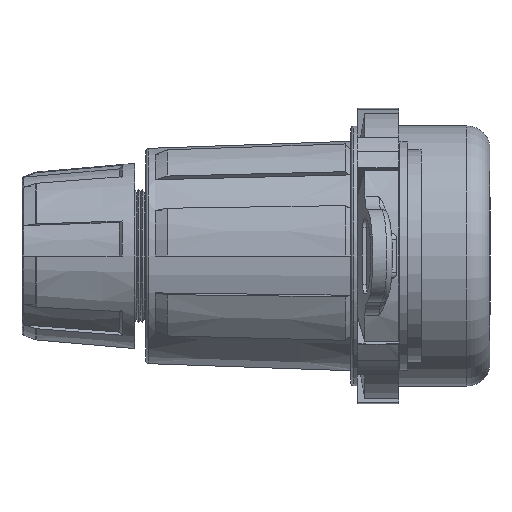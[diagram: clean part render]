
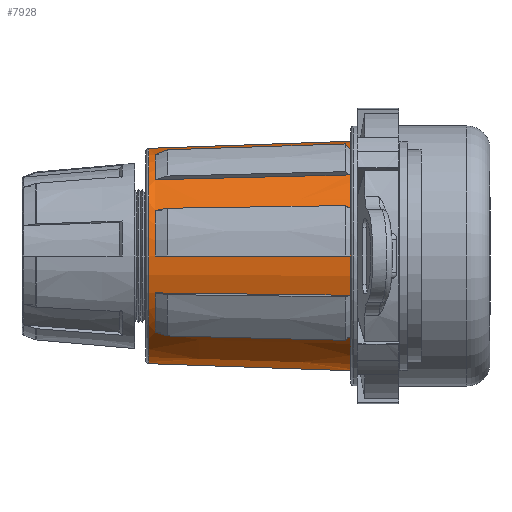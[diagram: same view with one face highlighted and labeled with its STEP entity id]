
A CAD part, left-side view. The second image highlights one B-rep face of the part: STEP entity #7928.
In plain terms, the highlighted conical face has half-angle 2 degrees and reference radius 30.924 mm.
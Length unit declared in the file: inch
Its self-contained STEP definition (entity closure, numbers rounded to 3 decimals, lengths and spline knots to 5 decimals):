
#427 = LINE ( 'NONE', #3500, #8570 ) ;
#452 = CARTESIAN_POINT ( 'NONE',  ( -0.80967, 3.555, 0.80967 ) ) ;
#498 = EDGE_CURVE ( 'NONE', #5170, #1242, #9427, .T. ) ;
#557 = CARTESIAN_POINT ( 'NONE',  ( -1.14504, 3.555, 0. ) ) ;
#636 = EDGE_CURVE ( 'NONE', #10551, #4526, #3265, .T. ) ;
#646 = AXIS2_PLACEMENT_3D ( 'NONE', #5216, #12665, #6294 ) ;
#743 = EDGE_CURVE ( 'NONE', #3776, #9952, #9411, .T. ) ;
#811 = VECTOR ( 'NONE', #1015, 39.37008 ) ;
#915 = CARTESIAN_POINT ( 'NONE',  ( -1.03776, 3.555, 0.48391 ) ) ;
#932 = EDGE_CURVE ( 'NONE', #8961, #2877, #12258, .T. ) ;
#1015 = DIRECTION ( 'NONE',  ( 0.033, 0.999, 0.012 ) ) ;
#1062 = VERTEX_POINT ( 'NONE', #11314 ) ;
#1158 = ORIENTED_EDGE ( 'NONE', *, *, #12726, .F. ) ;
#1242 = VERTEX_POINT ( 'NONE', #452 ) ;
#1368 = DIRECTION ( 'NONE',  ( 0.012, 0.999, -0.033 ) ) ;
#1509 = CONICAL_SURFACE ( 'NONE', #11292, 1.2175, 0.035 ) ;
#1548 = ORIENTED_EDGE ( 'NONE', *, *, #7944, .F. ) ;
#1751 = DIRECTION ( 'NONE',  ( 0., -1., 0. ) ) ;
#1803 = VECTOR ( 'NONE', #2761, 39.37008 ) ;
#1914 = EDGE_CURVE ( 'NONE', #10551, #12585, #7589, .T. ) ;
#2081 = AXIS2_PLACEMENT_3D ( 'NONE', #3595, #11020, #4661 ) ;
#2475 = VERTEX_POINT ( 'NONE', #915 ) ;
#2545 = EDGE_CURVE ( 'NONE', #3376, #6721, #9204, .T. ) ;
#2761 = DIRECTION ( 'NONE',  ( 0.025, 0.999, -0.025 ) ) ;
#2765 = CARTESIAN_POINT ( 'NONE',  ( 0., 1.48, 0. ) ) ;
#2877 = VERTEX_POINT ( 'NONE', #8458 ) ;
#2882 = DIRECTION ( 'NONE',  ( 0., -0.999, 0.035 ) ) ;
#3091 = CARTESIAN_POINT ( 'NONE',  ( -0.8607, 1.48829, 0.8607 ) ) ;
#3265 = LINE ( 'NONE', #11804, #8589 ) ;
#3376 = VERTEX_POINT ( 'NONE', #3091 ) ;
#3425 = VERTEX_POINT ( 'NONE', #12770 ) ;
#3500 = CARTESIAN_POINT ( 'NONE',  ( 0., 36.34464, 0. ) ) ;
#3562 = CARTESIAN_POINT ( 'NONE',  ( 0., 1.48, -1.2175 ) ) ;
#3595 = CARTESIAN_POINT ( 'NONE',  ( 0., 1.48829, 0. ) ) ;
#3773 = CARTESIAN_POINT ( 'NONE',  ( -0.41631, 1.48829, 1.1438 ) ) ;
#3776 = VERTEX_POINT ( 'NONE', #13521 ) ;
#3921 = LINE ( 'NONE', #13022, #7768 ) ;
#3967 = LINE ( 'NONE', #12689, #811 ) ;
#4069 = CIRCLE ( 'NONE', #646, 1.2175 ) ;
#4160 = DIRECTION ( 'NONE',  ( 0., 1., 0. ) ) ;
#4165 = VECTOR ( 'NONE', #2882, 39.37008 ) ;
#4205 = CARTESIAN_POINT ( 'NONE',  ( 0., 1.48829, 0. ) ) ;
#4358 = DIRECTION ( 'NONE',  ( 0.035, 0.999, 0. ) ) ;
#4359 = ORIENTED_EDGE ( 'NONE', *, *, #932, .F. ) ;
#4526 = VERTEX_POINT ( 'NONE', #557 ) ;
#4661 = DIRECTION ( 'NONE',  ( 0., 0., 1. ) ) ;
#4662 = FACE_OUTER_BOUND ( 'NONE', #6475, .T. ) ;
#4774 = ORIENTED_EDGE ( 'NONE', *, *, #743, .T. ) ;
#4841 = AXIS2_PLACEMENT_3D ( 'NONE', #4205, #11667, #5285 ) ;
#4889 = ORIENTED_EDGE ( 'NONE', *, *, #636, .T. ) ;
#4949 = DIRECTION ( 'NONE',  ( 0., -1., 0. ) ) ;
#4983 = FACE_BOUND ( 'NONE', #7326, .T. ) ;
#5170 = VERTEX_POINT ( 'NONE', #7004 ) ;
#5182 = DIRECTION ( 'NONE',  ( 0., -1., 0. ) ) ;
#5216 = CARTESIAN_POINT ( 'NONE',  ( 0., 1.48, 0. ) ) ;
#5285 = DIRECTION ( 'NONE',  ( 0.707, 0., 0.707 ) ) ;
#5314 = EDGE_CURVE ( 'NONE', #3776, #1062, #7335, .T. ) ;
#5467 = ORIENTED_EDGE ( 'NONE', *, *, #9748, .F. ) ;
#5658 = CARTESIAN_POINT ( 'NONE',  ( 0., 3.62605, 0. ) ) ;
#6159 = DIRECTION ( 'NONE',  ( 0.025, 0.999, 0.025 ) ) ;
#6192 = CARTESIAN_POINT ( 'NONE',  ( 0., 3.62605, -1.14256 ) ) ;
#6294 = DIRECTION ( 'NONE',  ( 0., 0., 1. ) ) ;
#6313 = CARTESIAN_POINT ( 'NONE',  ( -0.8607, 1.48829, -0.8607 ) ) ;
#6377 = CARTESIAN_POINT ( 'NONE',  ( -0.80967, 3.555, -0.80967 ) ) ;
#6475 = EDGE_LOOP ( 'NONE', ( #4774, #9359, #12199, #8655 ) ) ;
#6511 = AXIS2_PLACEMENT_3D ( 'NONE', #5658, #13122, #6740 ) ;
#6631 = DIRECTION ( 'NONE',  ( 0.032, 0.999, -0.015 ) ) ;
#6698 = ORIENTED_EDGE ( 'NONE', *, *, #8411, .T. ) ;
#6721 = VERTEX_POINT ( 'NONE', #3773 ) ;
#6740 = DIRECTION ( 'NONE',  ( 0., 0., -1. ) ) ;
#6773 = DIRECTION ( 'NONE',  ( 0., -0.999, -0.035 ) ) ;
#6810 = EDGE_LOOP ( 'NONE', ( #13067, #4359, #9455, #1158 ) ) ;
#6831 = EDGE_CURVE ( 'NONE', #8961, #13800, #9550, .T. ) ;
#7004 = CARTESIAN_POINT ( 'NONE',  ( -0.39163, 3.555, 1.07599 ) ) ;
#7159 = CARTESIAN_POINT ( 'NONE',  ( -1.21721, 1.48829, 0. ) ) ;
#7160 = CIRCLE ( 'NONE', #12039, 1.14504 ) ;
#7326 = EDGE_LOOP ( 'NONE', ( #7498, #11113, #4889, #1548 ) ) ;
#7335 = LINE ( 'NONE', #10344, #4165 ) ;
#7351 = EDGE_CURVE ( 'NONE', #9952, #3425, #11168, .T. ) ;
#7498 = ORIENTED_EDGE ( 'NONE', *, *, #9124, .F. ) ;
#7505 = FACE_BOUND ( 'NONE', #12133, .T. ) ;
#7528 = ORIENTED_EDGE ( 'NONE', *, *, #498, .F. ) ;
#7589 = CIRCLE ( 'NONE', #2081, 1.21721 ) ;
#7768 = VECTOR ( 'NONE', #6631, 39.37008 ) ;
#7928 = ADVANCED_FACE ( 'NONE', ( #13180, #7505, #4983, #4662 ), #1509, .T. ) ;
#7944 = EDGE_CURVE ( 'NONE', #2475, #4526, #7160, .T. ) ;
#8066 = DIRECTION ( 'NONE',  ( 0., -1., 0. ) ) ;
#8110 = CARTESIAN_POINT ( 'NONE',  ( 0., 3.555, 0. ) ) ;
#8130 = CARTESIAN_POINT ( 'NONE',  ( -1.10317, 1.48829, 0.51442 ) ) ;
#8133 = EDGE_CURVE ( 'NONE', #2877, #9793, #3967, .T. ) ;
#8355 = VECTOR ( 'NONE', #6773, 39.37008 ) ;
#8411 = EDGE_CURVE ( 'NONE', #3376, #1242, #10265, .T. ) ;
#8458 = CARTESIAN_POINT ( 'NONE',  ( -1.1438, 1.48829, -0.41631 ) ) ;
#8570 = VECTOR ( 'NONE', #1368, 39.37008 ) ;
#8589 = VECTOR ( 'NONE', #4358, 39.37008 ) ;
#8655 = ORIENTED_EDGE ( 'NONE', *, *, #5314, .F. ) ;
#8961 = VERTEX_POINT ( 'NONE', #6313 ) ;
#9093 = CIRCLE ( 'NONE', #13150, 1.14504 ) ;
#9124 = EDGE_CURVE ( 'NONE', #12585, #2475, #3921, .T. ) ;
#9143 = DIRECTION ( 'NONE',  ( 0., 0., 1. ) ) ;
#9188 = DIRECTION ( 'NONE',  ( 0., 0., -1. ) ) ;
#9204 = CIRCLE ( 'NONE', #4841, 1.21721 ) ;
#9359 = ORIENTED_EDGE ( 'NONE', *, *, #7351, .T. ) ;
#9411 = CIRCLE ( 'NONE', #6511, 1.14256 ) ;
#9427 = CIRCLE ( 'NONE', #12025, 1.14504 ) ;
#9455 = ORIENTED_EDGE ( 'NONE', *, *, #6831, .T. ) ;
#9550 = LINE ( 'NONE', #13601, #12371 ) ;
#9748 = EDGE_CURVE ( 'NONE', #6721, #5170, #427, .T. ) ;
#9793 = VERTEX_POINT ( 'NONE', #13397 ) ;
#9952 = VERTEX_POINT ( 'NONE', #6192 ) ;
#10265 = LINE ( 'NONE', #12081, #1803 ) ;
#10344 = CARTESIAN_POINT ( 'NONE',  ( 0., 1.48, 1.2175 ) ) ;
#10506 = CARTESIAN_POINT ( 'NONE',  ( 0., 1.48829, 0. ) ) ;
#10551 = VERTEX_POINT ( 'NONE', #7159 ) ;
#10877 = ORIENTED_EDGE ( 'NONE', *, *, #2545, .F. ) ;
#11020 = DIRECTION ( 'NONE',  ( 0., 1., 0. ) ) ;
#11113 = ORIENTED_EDGE ( 'NONE', *, *, #1914, .F. ) ;
#11168 = LINE ( 'NONE', #3562, #8355 ) ;
#11292 = AXIS2_PLACEMENT_3D ( 'NONE', #2765, #8066, #9143 ) ;
#11313 = CARTESIAN_POINT ( 'NONE',  ( 0., 3.555, 0. ) ) ;
#11314 = CARTESIAN_POINT ( 'NONE',  ( 0., 1.48, 1.2175 ) ) ;
#11555 = CARTESIAN_POINT ( 'NONE',  ( 0., 3.555, 0. ) ) ;
#11607 = DIRECTION ( 'NONE',  ( -0.707, 0., 0.707 ) ) ;
#11667 = DIRECTION ( 'NONE',  ( 0., 1., 0. ) ) ;
#11804 = CARTESIAN_POINT ( 'NONE',  ( 0., 36.34464, 0. ) ) ;
#12025 = AXIS2_PLACEMENT_3D ( 'NONE', #11313, #4949, #12397 ) ;
#12039 = AXIS2_PLACEMENT_3D ( 'NONE', #8110, #1751, #9188 ) ;
#12081 = CARTESIAN_POINT ( 'NONE',  ( 0., 36.34464, 0. ) ) ;
#12133 = EDGE_LOOP ( 'NONE', ( #5467, #10877, #6698, #7528 ) ) ;
#12199 = ORIENTED_EDGE ( 'NONE', *, *, #13252, .T. ) ;
#12258 = CIRCLE ( 'NONE', #13625, 1.21721 ) ;
#12371 = VECTOR ( 'NONE', #6159, 39.37008 ) ;
#12397 = DIRECTION ( 'NONE',  ( -0.707, 0., -0.707 ) ) ;
#12585 = VERTEX_POINT ( 'NONE', #8130 ) ;
#12635 = DIRECTION ( 'NONE',  ( 0.707, 0., -0.707 ) ) ;
#12665 = DIRECTION ( 'NONE',  ( 0., 1., 0. ) ) ;
#12689 = CARTESIAN_POINT ( 'NONE',  ( 0., 36.34464, 0. ) ) ;
#12726 = EDGE_CURVE ( 'NONE', #9793, #13800, #9093, .T. ) ;
#12770 = CARTESIAN_POINT ( 'NONE',  ( 0., 1.48, -1.2175 ) ) ;
#13022 = CARTESIAN_POINT ( 'NONE',  ( 0., 36.34464, 0. ) ) ;
#13067 = ORIENTED_EDGE ( 'NONE', *, *, #8133, .F. ) ;
#13122 = DIRECTION ( 'NONE',  ( 0., -1., 0. ) ) ;
#13150 = AXIS2_PLACEMENT_3D ( 'NONE', #11555, #5182, #12635 ) ;
#13180 = FACE_BOUND ( 'NONE', #6810, .T. ) ;
#13252 = EDGE_CURVE ( 'NONE', #3425, #1062, #4069, .T. ) ;
#13397 = CARTESIAN_POINT ( 'NONE',  ( -1.07599, 3.555, -0.39163 ) ) ;
#13521 = CARTESIAN_POINT ( 'NONE',  ( 0., 3.62605, 1.14256 ) ) ;
#13601 = CARTESIAN_POINT ( 'NONE',  ( 0., 36.34464, 0. ) ) ;
#13625 = AXIS2_PLACEMENT_3D ( 'NONE', #10506, #4160, #11607 ) ;
#13800 = VERTEX_POINT ( 'NONE', #6377 ) ;
